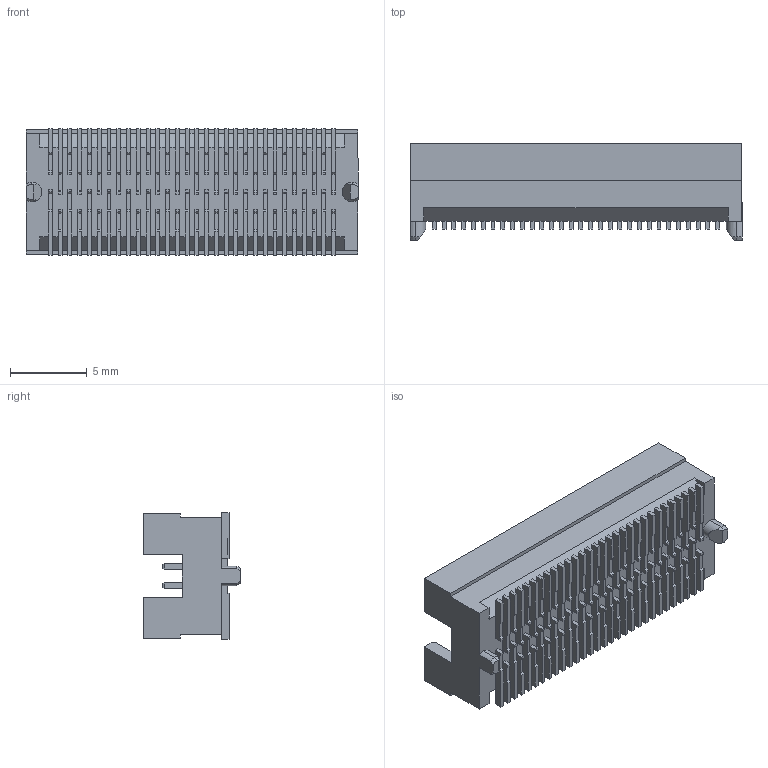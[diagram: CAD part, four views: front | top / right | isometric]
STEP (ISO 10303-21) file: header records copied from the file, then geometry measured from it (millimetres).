
FILE_DESCRIPTION (( 'STEP AP214' ), '1' );
FILE_NAME ('TOALIGN0129110262877.step', '2008-01-29T06:10:48', ( 'SysAdmin' ), ( 'SolidWorks' ), 'SwSTEP 2.0', 'SolidWorks 2008', '' );
FILE_SCHEMA (( 'AUTOMOTIVE_DESIGN' ));
Length unit declared in the file: inch
Products named in the file (1): TOALIGN0129110262877
Bounding box: 21.59 x 6.35 x 8.26 mm (x, y, z)
Volume: 357.9 mm3; surface area: 1266.5 mm2
Topology: 1 solids, 1 shells, 1190 faces, 3018 edges, 1890 vertices
Faces by surface type: plane 1178, cone 6, cylinder 6
Entity records: 35255 total; most frequent: CARTESIAN_POINT 6129, ORIENTED_EDGE 6036, DIRECTION 5410, EDGE_CURVE 3018, LINE 2988, VECTOR 2988, VERTEX_POINT 1890, EDGE_LOOP 1250
